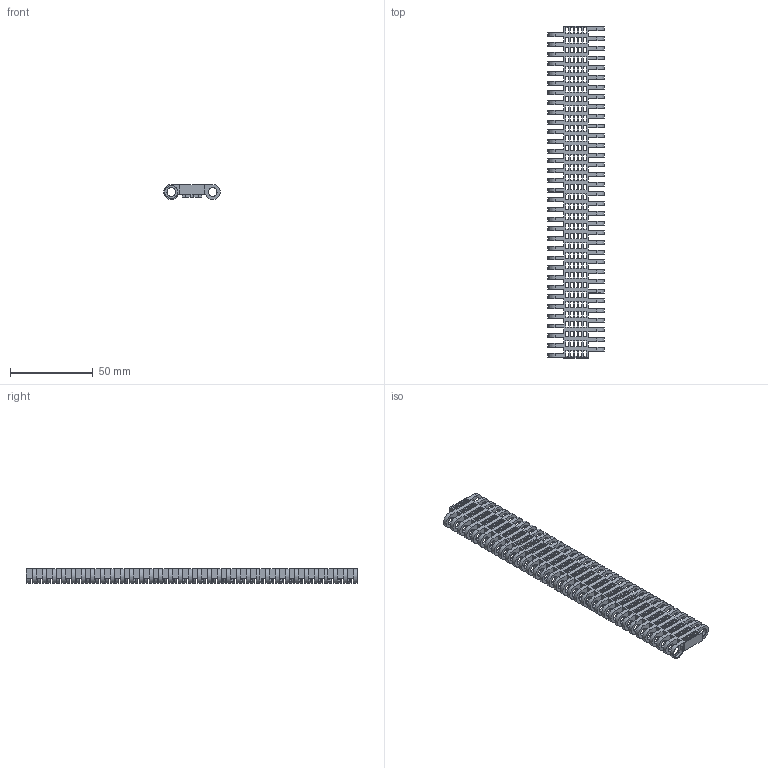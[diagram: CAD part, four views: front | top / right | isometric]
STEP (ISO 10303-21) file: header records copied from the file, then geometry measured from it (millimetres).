
FILE_DESCRIPTION( ( 'STEP AP203' ), '1' );
FILE_NAME( '25-600w.stp', '2007-09-27T10:33:18', ( ' ' ), ( ' ' ), 'XStep 1.0', ' ', ' ' );
FILE_SCHEMA( ( 'CONFIG_CONTROL_DESIGN) ( )' ) );
Length unit declared in the file: metre
Products named in the file (1): 1
Bounding box: 34 x 200 x 9 mm (x, y, z)
Volume: 17853.5 mm3; surface area: 29536.8 mm2
Topology: 1 solids, 1 shells, 1749 faces, 5390 edges, 3572 vertices
Faces by surface type: plane 1545, cylinder 204
Full cylindrical faces by diameter (mm): 5.2 x68, 7.8 x2
Entity records: 59174 total; most frequent: CARTESIAN_POINT 10506, ORIENTED_EDGE 10504, DIRECTION 9160, EDGE_CURVE 5252, LINE 4844, VECTOR 4844, VERTEX_POINT 3504, EDGE_LOOP 2224
